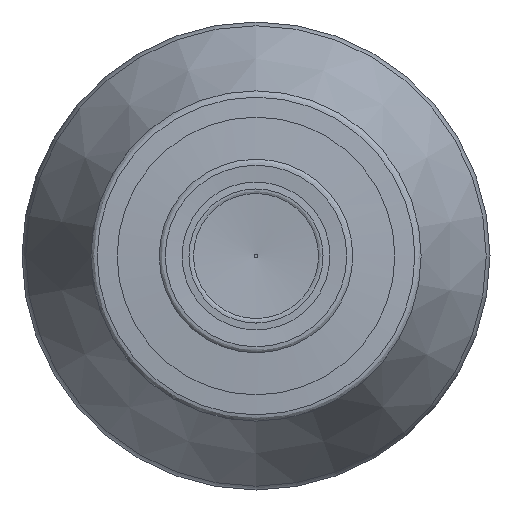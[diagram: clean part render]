
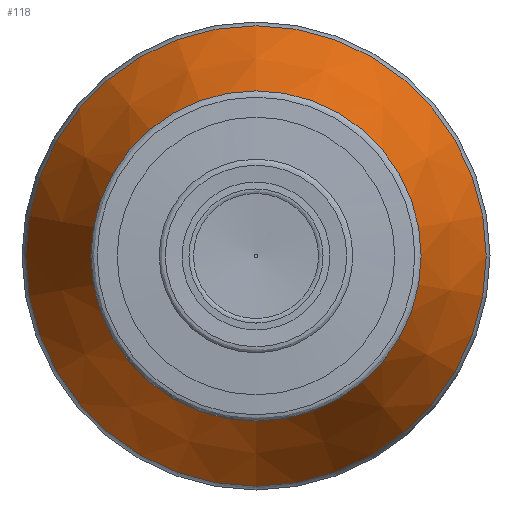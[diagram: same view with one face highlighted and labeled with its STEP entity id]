
A CAD part, left-side view. The second image highlights one B-rep face of the part: STEP entity #118.
In plain terms, the highlighted conical face has half-angle 24.624 degrees and reference radius 16.727 mm.
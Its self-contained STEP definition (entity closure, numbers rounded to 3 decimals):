
#96=CONICAL_SURFACE('',#461,16.727,24.624);
#118=ADVANCED_FACE('',(#173,#174),#96,.T.);
#173=FACE_BOUND('',#234,.T.);
#174=FACE_BOUND('',#235,.T.);
#234=EDGE_LOOP('',(#298));
#235=EDGE_LOOP('',(#299));
#298=ORIENTED_EDGE('',*,*,#380,.T.);
#299=ORIENTED_EDGE('',*,*,#379,.F.);
#347=VERTEX_POINT('',#659);
#348=VERTEX_POINT('',#662);
#379=EDGE_CURVE('',#347,#347,#411,.T.);
#380=EDGE_CURVE('',#348,#348,#412,.T.);
#411=CIRCLE('',#458,16.727);
#412=CIRCLE('',#460,11.955);
#458=AXIS2_PLACEMENT_3D('',#658,#543,#544);
#460=AXIS2_PLACEMENT_3D('',#661,#547,#548);
#461=AXIS2_PLACEMENT_3D('',#663,#549,#550);
#543=DIRECTION('',(1.,0.,0.));
#544=DIRECTION('',(0.,0.,1.));
#547=DIRECTION('',(1.,0.,0.));
#548=DIRECTION('',(0.,0.,1.));
#549=DIRECTION('',(1.,0.,0.));
#550=DIRECTION('',(0.,0.,-1.));
#658=CARTESIAN_POINT('',(112.405,0.,0.));
#659=CARTESIAN_POINT('',(112.405,0.,16.727));
#661=CARTESIAN_POINT('',(101.992,0.,0.));
#662=CARTESIAN_POINT('',(101.992,0.,11.955));
#663=CARTESIAN_POINT('',(112.405,0.,0.));
